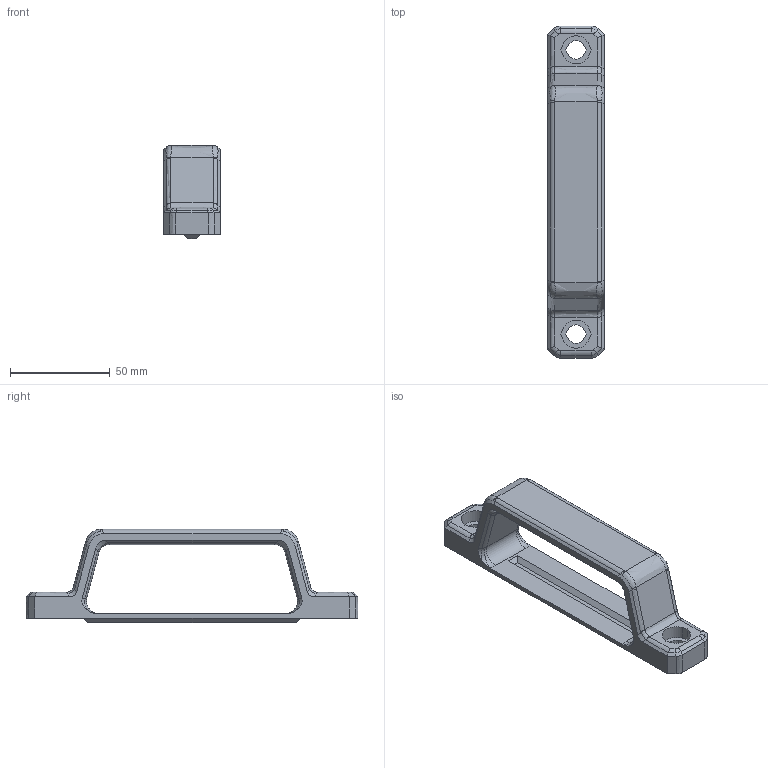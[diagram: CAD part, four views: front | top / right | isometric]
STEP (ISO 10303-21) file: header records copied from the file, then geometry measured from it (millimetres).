
FILE_DESCRIPTION(('FreeCAD Model'),'2;1');
FILE_NAME('Open CASCADE Shape Model','2025-05-09T14:09:05',('FreeCAD'),( 'FreeCAD'),'Open CASCADE STEP processor 7.6','FreeCAD','Unknown');
FILE_SCHEMA(('AUTOMOTIVE_DESIGN { 1 0 10303 214 1 1 1 1 }'));
Length unit declared in the file: millimetre
Products named in the file (1): Open CASCADE STEP translator 7.6 1
Bounding box: 28.22 x 165.99 x 46.65 mm (x, y, z)
Volume: 57790.6 mm3; surface area: 22828.3 mm2
Topology: 1 solids, 1 shells, 162 faces, 384 edges, 228 vertices
Faces by surface type: bspline 162
Entity records: 5742 total; most frequent: CARTESIAN_POINT 3401, ORIENTED_EDGE 768, EDGE_CURVE 384, B_SPLINE_CURVE_WITH_KNOTS 312, VERTEX_POINT 228, FACE_BOUND 172, EDGE_LOOP 172, ADVANCED_FACE 162
